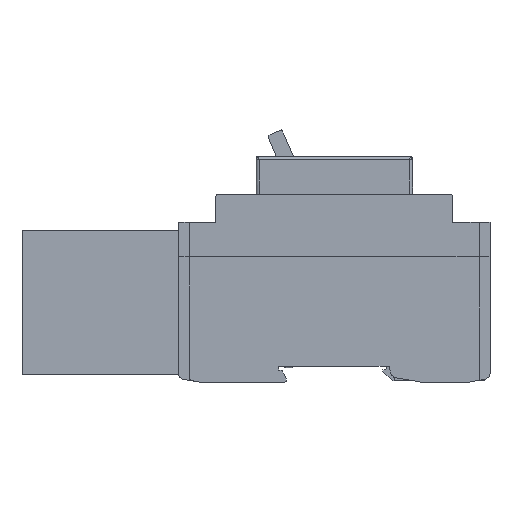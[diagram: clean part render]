
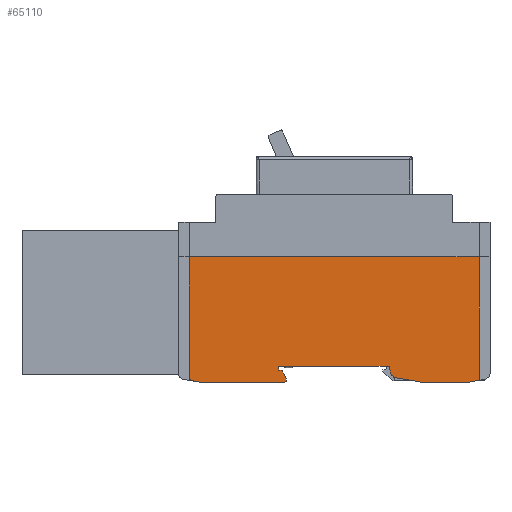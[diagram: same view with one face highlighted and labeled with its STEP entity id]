
A CAD part, left-side view. The second image highlights one B-rep face of the part: STEP entity #65110.
In plain terms, the highlighted planar face has unit normal (-1, 0, 0).
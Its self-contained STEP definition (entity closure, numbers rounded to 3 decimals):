
#6280=CARTESIAN_POINT('',(59.006,393.002,
-70.619));
#6290=DIRECTION('',(1.,0.,0.));
#6300=DIRECTION('',(0.,-1.,0.));
#6310=AXIS2_PLACEMENT_3D('',#6280,#6290,#6300);
#6320=CIRCLE('',#6310,1.);
#6330=CARTESIAN_POINT('',(59.006,393.176,
-71.603));
#6340=VERTEX_POINT('',#6330);
#6350=CARTESIAN_POINT('',(59.006,394.002,
-70.619));
#6360=VERTEX_POINT('',#6350);
#6370=EDGE_CURVE('',#6340,#6360,#6320,.T.);
#37470=CARTESIAN_POINT('',(59.006,365.552,0.));
#37480=DIRECTION('',(0.,0.,-1.));
#37490=VECTOR('',#37480,1.);
#37500=LINE('',#37470,#37490);
#37510=CARTESIAN_POINT('',(59.006,365.552,
-67.));
#37520=VERTEX_POINT('',#37510);
#37530=CARTESIAN_POINT('',(59.006,365.552,
-68.2));
#37540=VERTEX_POINT('',#37530);
#37550=EDGE_CURVE('',#37520,#37540,#37500,.T.);
#57740=CARTESIAN_POINT('',(59.006,304.577,
-72.));
#57750=VERTEX_POINT('',#57740);
#57880=CARTESIAN_POINT('',(59.006,320.252,
-72.));
#57890=VERTEX_POINT('',#57880);
#57920=CARTESIAN_POINT('',(59.006,0.,-72.));
#57930=DIRECTION('',(0.,1.,0.));
#57940=VECTOR('',#57930,1.);
#57950=LINE('',#57920,#57940);
#57960=EDGE_CURVE('',#57750,#57890,#57950,.T.);
#58060=CARTESIAN_POINT('',(59.006,363.552,
-71.5));
#58070=DIRECTION('',(1.,0.,0.));
#58080=DIRECTION('',(0.,-1.,0.));
#58090=AXIS2_PLACEMENT_3D('',#58060,#58070,#58080);
#58100=CIRCLE('',#58090,0.5);
#58110=CARTESIAN_POINT('',(59.006,363.052,
-71.5));
#58120=VERTEX_POINT('',#58110);
#58130=CARTESIAN_POINT('',(59.006,363.552,
-72.));
#58140=VERTEX_POINT('',#58130);
#58150=EDGE_CURVE('',#58120,#58140,#58100,.T.);
#58430=CARTESIAN_POINT('',(59.006,364.352,
-68.411));
#58440=VERTEX_POINT('',#58430);
#58470=CARTESIAN_POINT('',(59.006,0.,-132.657));
#58480=DIRECTION('',(0.,-0.985,-0.174));
#58490=VECTOR('',#58480,1.);
#58500=LINE('',#58470,#58490);
#58510=EDGE_CURVE('',#37540,#58440,#58500,.T.);
#59400=CARTESIAN_POINT('',(59.006,0.,-140.931));
#59410=DIRECTION('',(0.,0.985,0.174));
#59420=VECTOR('',#59410,1.);
#59430=LINE('',#59400,#59420);
#59440=CARTESIAN_POINT('',(59.006,390.927,
-72.));
#59450=VERTEX_POINT('',#59440);
#59460=EDGE_CURVE('',#59450,#6340,#59430,.T.);
#60370=CARTESIAN_POINT('',(59.006,0.,-32.));
#60380=DIRECTION('',(0.,-1.,0.));
#60390=VECTOR('',#60380,1.);
#60400=LINE('',#60370,#60390);
#60410=CARTESIAN_POINT('',(59.006,394.002,
-32.));
#60420=VERTEX_POINT('',#60410);
#60430=CARTESIAN_POINT('',(59.006,301.502,
-32.));
#60440=VERTEX_POINT('',#60430);
#60450=EDGE_CURVE('',#60420,#60440,#60400,.T.);
#61160=CARTESIAN_POINT('',(59.006,348.204,0.));
#61170=DIRECTION('',(0.,0.259,0.966));
#61180=VECTOR('',#61170,1.);
#61190=LINE('',#61160,#61180);
#61200=CARTESIAN_POINT('',(59.006,329.671,
-69.166));
#61210=VERTEX_POINT('',#61200);
#61220=CARTESIAN_POINT('',(59.006,330.252,
-67.));
#61230=VERTEX_POINT('',#61220);
#61240=EDGE_CURVE('',#61210,#61230,#61190,.T.);
#62150=CARTESIAN_POINT('',(59.006,327.74,
-68.649));
#62160=DIRECTION('',(1.,0.,0.));
#62170=DIRECTION('',(0.,-1.,0.));
#62180=AXIS2_PLACEMENT_3D('',#62150,#62160,#62170);
#62190=CIRCLE('',#62180,2.);
#62200=CARTESIAN_POINT('',(59.006,328.087,
-70.618));
#62210=VERTEX_POINT('',#62200);
#62220=EDGE_CURVE('',#62210,#61210,#62190,.T.);
#63550=CARTESIAN_POINT('',(59.006,394.002,0.));
#63560=DIRECTION('',(0.,0.,1.));
#63570=VECTOR('',#63560,1.);
#63580=LINE('',#63550,#63570);
#63590=EDGE_CURVE('',#6360,#60420,#63580,.T.);
#63760=CARTESIAN_POINT('',(59.006,0.,-72.));
#63770=DIRECTION('',(0.,1.,0.));
#63780=VECTOR('',#63770,1.);
#63790=LINE('',#63760,#63780);
#63800=EDGE_CURVE('',#58140,#59450,#63790,.T.);
#63950=CARTESIAN_POINT('',(59.006,363.052,
-70.909));
#63960=VERTEX_POINT('',#63950);
#63990=CARTESIAN_POINT('',(59.006,399.963,0.));
#64000=DIRECTION('',(0.,-0.462,-0.887));
#64010=VECTOR('',#64000,1.);
#64020=LINE('',#63990,#64010);
#64030=EDGE_CURVE('',#58440,#63960,#64020,.T.);
#64150=CARTESIAN_POINT('',(59.006,363.052,0.));
#64160=DIRECTION('',(0.,0.,-1.));
#64170=VECTOR('',#64160,1.);
#64180=LINE('',#64150,#64170);
#64190=EDGE_CURVE('',#63960,#58120,#64180,.T.);
#64650=CARTESIAN_POINT('',(59.006,0.,201.084));
#64660=DIRECTION('',(1.,-0.,0.));
#64670=DIRECTION('',(0.,0.,-1.));
#64680=AXIS2_PLACEMENT_3D('',#64650,#64660,#64670);
#64690=PLANE('',#64680);
#64700=CARTESIAN_POINT('',(59.006,0.,-18.295));
#64710=DIRECTION('',(0.,0.985,-0.174));
#64720=VECTOR('',#64710,1.);
#64730=LINE('',#64700,#64720);
#64740=CARTESIAN_POINT('',(59.006,301.502,
-71.458));
#64750=VERTEX_POINT('',#64740);
#64760=EDGE_CURVE('',#64750,#57750,#64730,.T.);
#64770=ORIENTED_EDGE('',*,*,#64760,.F.);
#64780=ORIENTED_EDGE('',*,*,#57960,.F.);
#64790=CARTESIAN_POINT('',(59.006,0.,-128.469));
#64800=DIRECTION('',(0.,0.985,0.174));
#64810=VECTOR('',#64800,1.);
#64820=LINE('',#64790,#64810);
#64830=EDGE_CURVE('',#57890,#62210,#64820,.T.);
#64840=ORIENTED_EDGE('',*,*,#64830,.F.);
#64850=ORIENTED_EDGE('',*,*,#62220,.F.);
#64860=ORIENTED_EDGE('',*,*,#61240,.F.);
#64870=CARTESIAN_POINT('',(59.006,0.,-67.));
#64880=DIRECTION('',(0.,1.,0.));
#64890=VECTOR('',#64880,1.);
#64900=LINE('',#64870,#64890);
#64910=EDGE_CURVE('',#61230,#37520,#64900,.T.);
#64920=ORIENTED_EDGE('',*,*,#64910,.F.);
#64930=ORIENTED_EDGE('',*,*,#37550,.F.);
#64940=ORIENTED_EDGE('',*,*,#58510,.F.);
#64950=ORIENTED_EDGE('',*,*,#64030,.F.);
#64960=ORIENTED_EDGE('',*,*,#64190,.F.);
#64970=ORIENTED_EDGE('',*,*,#58150,.F.);
#64980=ORIENTED_EDGE('',*,*,#63800,.F.);
#64990=ORIENTED_EDGE('',*,*,#59460,.F.);
#65000=ORIENTED_EDGE('',*,*,#6370,.F.);
#65010=ORIENTED_EDGE('',*,*,#63590,.F.);
#65020=ORIENTED_EDGE('',*,*,#60450,.F.);
#65030=CARTESIAN_POINT('',(59.006,301.502,0.));
#65040=DIRECTION('',(0.,0.,1.));
#65050=VECTOR('',#65040,1.);
#65060=LINE('',#65030,#65050);
#65070=EDGE_CURVE('',#64750,#60440,#65060,.T.);
#65080=ORIENTED_EDGE('',*,*,#65070,.T.);
#65090=EDGE_LOOP('',(#65080,#65020,#65010,#65000,#64990,#64980,#64970,
#64960,#64950,#64940,#64930,#64920,#64860,#64850,#64840,#64780,#64770));
#65100=FACE_OUTER_BOUND('',#65090,.T.);
#65110=ADVANCED_FACE('',(#65100),#64690,.F.);
